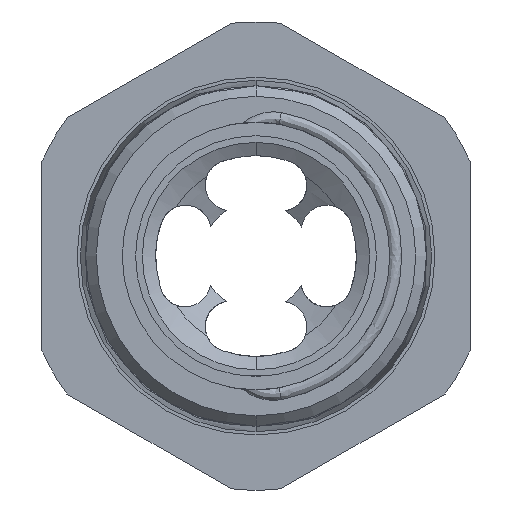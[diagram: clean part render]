
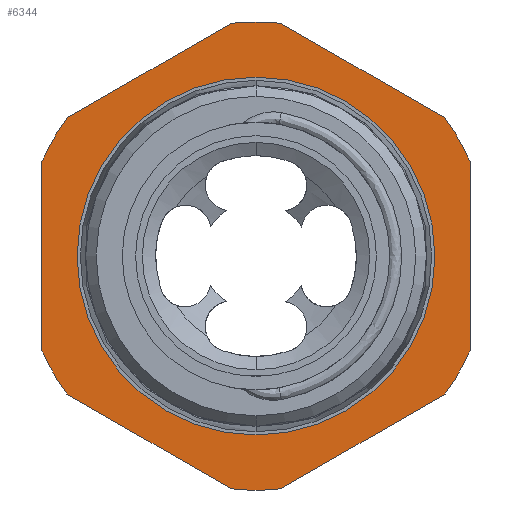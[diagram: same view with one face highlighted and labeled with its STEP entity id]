
A CAD part, front view. The second image highlights one B-rep face of the part: STEP entity #6344.
In plain terms, the highlighted planar face has unit normal (0, -1, 0).
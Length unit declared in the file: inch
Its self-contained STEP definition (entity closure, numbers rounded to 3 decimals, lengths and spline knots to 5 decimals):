
#93 = ORIENTED_EDGE ( 'NONE', *, *, #111, .F. ) ;
#101 = CARTESIAN_POINT ( 'NONE',  ( -0.55665, 0.7874, 0.40599 ) ) ;
#111 = EDGE_CURVE ( 'NONE', #3814, #6289, #1759, .T. ) ;
#357 = VERTEX_POINT ( 'NONE', #5395 ) ;
#377 = VECTOR ( 'NONE', #1516, 39.37008 ) ;
#452 = EDGE_CURVE ( 'NONE', #5203, #1886, #4845, .T. ) ;
#607 = CIRCLE ( 'NONE', #1003, 0.68898 ) ;
#653 = DIRECTION ( 'NONE',  ( 0., 0., 1. ) ) ;
#672 = EDGE_CURVE ( 'NONE', #2699, #4349, #5443, .T. ) ;
#763 = EDGE_CURVE ( 'NONE', #5347, #2699, #4610, .T. ) ;
#801 = DIRECTION ( 'NONE',  ( 0., 0., 1. ) ) ;
#854 = CARTESIAN_POINT ( 'NONE',  ( 0.07327, 0.7874, 0.68507 ) ) ;
#869 = CARTESIAN_POINT ( 'NONE',  ( 0.55665, 0.7874, 0.40599 ) ) ;
#875 = LINE ( 'NONE', #6861, #3527 ) ;
#910 = CARTESIAN_POINT ( 'NONE',  ( 0., 0.7874, 0.68898 ) ) ;
#922 = CARTESIAN_POINT ( 'NONE',  ( 0., 0.7874, 0. ) ) ;
#998 = CARTESIAN_POINT ( 'NONE',  ( 0.68898, 0.7874, 0. ) ) ;
#1003 = AXIS2_PLACEMENT_3D ( 'NONE', #1898, #4596, #3484 ) ;
#1060 = AXIS2_PLACEMENT_3D ( 'NONE', #6747, #3549, #4692 ) ;
#1106 = ORIENTED_EDGE ( 'NONE', *, *, #672, .F. ) ;
#1201 = CIRCLE ( 'NONE', #3448, 0.52657 ) ;
#1252 = ORIENTED_EDGE ( 'NONE', *, *, #3767, .F. ) ;
#1326 = AXIS2_PLACEMENT_3D ( 'NONE', #998, #6326, #1530 ) ;
#1464 = DIRECTION ( 'NONE',  ( 0., 0., 1. ) ) ;
#1510 = DIRECTION ( 'NONE',  ( 0., 0., 1. ) ) ;
#1516 = DIRECTION ( 'NONE',  ( -0.866, 0., 0.5 ) ) ;
#1530 = DIRECTION ( 'NONE',  ( 0., 0., 1. ) ) ;
#1547 = CARTESIAN_POINT ( 'NONE',  ( -0.62992, 0.7874, 0.27908 ) ) ;
#1664 = AXIS2_PLACEMENT_3D ( 'NONE', #1903, #6165, #2435 ) ;
#1708 = DIRECTION ( 'NONE',  ( 0.866, 0., 0.5 ) ) ;
#1759 = CIRCLE ( 'NONE', #1060, 0.52657 ) ;
#1773 = LINE ( 'NONE', #4482, #4620 ) ;
#1830 = EDGE_CURVE ( 'NONE', #4852, #357, #607, .T. ) ;
#1839 = CARTESIAN_POINT ( 'NONE',  ( 0., 0.7874, 0. ) ) ;
#1886 = VERTEX_POINT ( 'NONE', #4660 ) ;
#1898 = CARTESIAN_POINT ( 'NONE',  ( 0., 0.7874, 0. ) ) ;
#1903 = CARTESIAN_POINT ( 'NONE',  ( 0., 0.7874, 0. ) ) ;
#1924 = DIRECTION ( 'NONE',  ( 0.866, 0., -0.5 ) ) ;
#1926 = DIRECTION ( 'NONE',  ( 0., 1., 0. ) ) ;
#2020 = CARTESIAN_POINT ( 'NONE',  ( 0., 0.7874, 0.52657 ) ) ;
#2031 = LINE ( 'NONE', #2761, #3688 ) ;
#2041 = VECTOR ( 'NONE', #1924, 39.37008 ) ;
#2066 = CARTESIAN_POINT ( 'NONE',  ( 0., 0.7874, 0. ) ) ;
#2089 = EDGE_CURVE ( 'NONE', #4666, #4169, #2031, .T. ) ;
#2091 = CARTESIAN_POINT ( 'NONE',  ( 0., 0.7874, -0.52657 ) ) ;
#2111 = CIRCLE ( 'NONE', #1664, 0.68898 ) ;
#2116 = CARTESIAN_POINT ( 'NONE',  ( -0.07327, 0.7874, -0.68507 ) ) ;
#2355 = CARTESIAN_POINT ( 'NONE',  ( 0.62992, 0.7874, 0.27908 ) ) ;
#2373 = ORIENTED_EDGE ( 'NONE', *, *, #3638, .F. ) ;
#2435 = DIRECTION ( 'NONE',  ( 0., 0., 1. ) ) ;
#2542 = ORIENTED_EDGE ( 'NONE', *, *, #4647, .F. ) ;
#2622 = FACE_OUTER_BOUND ( 'NONE', #3998, .T. ) ;
#2676 = EDGE_CURVE ( 'NONE', #5929, #4666, #2966, .T. ) ;
#2699 = VERTEX_POINT ( 'NONE', #5746 ) ;
#2722 = AXIS2_PLACEMENT_3D ( 'NONE', #922, #1926, #4601 ) ;
#2751 = VERTEX_POINT ( 'NONE', #6824 ) ;
#2752 = EDGE_CURVE ( 'NONE', #4169, #4852, #5977, .T. ) ;
#2761 = CARTESIAN_POINT ( 'NONE',  ( -0.55665, 0.7874, 0.40599 ) ) ;
#2868 = AXIS2_PLACEMENT_3D ( 'NONE', #1839, #5580, #801 ) ;
#2941 = ORIENTED_EDGE ( 'NONE', *, *, #4811, .F. ) ;
#2966 = CIRCLE ( 'NONE', #2868, 0.68898 ) ;
#3053 = CARTESIAN_POINT ( 'NONE',  ( 0., 0.7874, 0. ) ) ;
#3095 = CARTESIAN_POINT ( 'NONE',  ( 0.07327, 0.7874, -0.68507 ) ) ;
#3099 = VERTEX_POINT ( 'NONE', #3095 ) ;
#3121 = ORIENTED_EDGE ( 'NONE', *, *, #4377, .F. ) ;
#3267 = AXIS2_PLACEMENT_3D ( 'NONE', #5118, #4606, #1464 ) ;
#3313 = ORIENTED_EDGE ( 'NONE', *, *, #3874, .F. ) ;
#3424 = VECTOR ( 'NONE', #4399, 39.37008 ) ;
#3448 = AXIS2_PLACEMENT_3D ( 'NONE', #2066, #5832, #4217 ) ;
#3484 = DIRECTION ( 'NONE',  ( 0., 0., 1. ) ) ;
#3527 = VECTOR ( 'NONE', #653, 39.37008 ) ;
#3549 = DIRECTION ( 'NONE',  ( 0., -1., 0. ) ) ;
#3638 = EDGE_CURVE ( 'NONE', #5332, #5203, #2111, .T. ) ;
#3645 = EDGE_CURVE ( 'NONE', #357, #5332, #6631, .T. ) ;
#3688 = VECTOR ( 'NONE', #1708, 39.37008 ) ;
#3767 = EDGE_CURVE ( 'NONE', #6289, #3814, #1201, .T. ) ;
#3775 = CIRCLE ( 'NONE', #4531, 0.68898 ) ;
#3814 = VERTEX_POINT ( 'NONE', #2091 ) ;
#3874 = EDGE_CURVE ( 'NONE', #1886, #2751, #3775, .T. ) ;
#3988 = ORIENTED_EDGE ( 'NONE', *, *, #763, .F. ) ;
#3998 = EDGE_LOOP ( 'NONE', ( #2542, #1106, #3988, #2941, #3121, #3313, #5389, #2373, #5883, #4749, #4959, #4171, #4787 ) ) ;
#4060 = CIRCLE ( 'NONE', #3267, 0.68898 ) ;
#4169 = VERTEX_POINT ( 'NONE', #6805 ) ;
#4171 = ORIENTED_EDGE ( 'NONE', *, *, #2089, .F. ) ;
#4217 = DIRECTION ( 'NONE',  ( 0., 0., 1. ) ) ;
#4241 = EDGE_LOOP ( 'NONE', ( #1252, #93 ) ) ;
#4282 = FACE_BOUND ( 'NONE', #4241, .T. ) ;
#4349 = VERTEX_POINT ( 'NONE', #6474 ) ;
#4377 = EDGE_CURVE ( 'NONE', #2751, #3099, #1773, .T. ) ;
#4399 = DIRECTION ( 'NONE',  ( 0., 0., -1. ) ) ;
#4482 = CARTESIAN_POINT ( 'NONE',  ( 0.55665, 0.7874, -0.40599 ) ) ;
#4531 = AXIS2_PLACEMENT_3D ( 'NONE', #5905, #5949, #5453 ) ;
#4596 = DIRECTION ( 'NONE',  ( 0., 1., 0. ) ) ;
#4601 = DIRECTION ( 'NONE',  ( 0., 0., 1. ) ) ;
#4606 = DIRECTION ( 'NONE',  ( 0., 1., 0. ) ) ;
#4610 = LINE ( 'NONE', #2116, #377 ) ;
#4620 = VECTOR ( 'NONE', #4973, 39.37008 ) ;
#4647 = EDGE_CURVE ( 'NONE', #4349, #5929, #875, .T. ) ;
#4660 = CARTESIAN_POINT ( 'NONE',  ( 0.62992, 0.7874, -0.27908 ) ) ;
#4666 = VERTEX_POINT ( 'NONE', #101 ) ;
#4692 = DIRECTION ( 'NONE',  ( 0., 0., 1. ) ) ;
#4749 = ORIENTED_EDGE ( 'NONE', *, *, #1830, .F. ) ;
#4787 = ORIENTED_EDGE ( 'NONE', *, *, #2676, .F. ) ;
#4811 = EDGE_CURVE ( 'NONE', #3099, #5347, #4060, .T. ) ;
#4845 = LINE ( 'NONE', #4969, #3424 ) ;
#4852 = VERTEX_POINT ( 'NONE', #910 ) ;
#4959 = ORIENTED_EDGE ( 'NONE', *, *, #2752, .F. ) ;
#4969 = CARTESIAN_POINT ( 'NONE',  ( 0.62992, 0.7874, 0. ) ) ;
#4973 = DIRECTION ( 'NONE',  ( -0.866, 0., -0.5 ) ) ;
#5098 = CARTESIAN_POINT ( 'NONE',  ( -0.07327, 0.7874, -0.68507 ) ) ;
#5118 = CARTESIAN_POINT ( 'NONE',  ( 0., 0.7874, 0. ) ) ;
#5203 = VERTEX_POINT ( 'NONE', #2355 ) ;
#5286 = PLANE ( 'NONE',  #1326 ) ;
#5332 = VERTEX_POINT ( 'NONE', #869 ) ;
#5347 = VERTEX_POINT ( 'NONE', #5098 ) ;
#5389 = ORIENTED_EDGE ( 'NONE', *, *, #452, .F. ) ;
#5395 = CARTESIAN_POINT ( 'NONE',  ( 0.07327, 0.7874, 0.68507 ) ) ;
#5443 = CIRCLE ( 'NONE', #2722, 0.68898 ) ;
#5453 = DIRECTION ( 'NONE',  ( 0., 0., 1. ) ) ;
#5580 = DIRECTION ( 'NONE',  ( 0., 1., 0. ) ) ;
#5698 = DIRECTION ( 'NONE',  ( 0., 1., 0. ) ) ;
#5746 = CARTESIAN_POINT ( 'NONE',  ( -0.55665, 0.7874, -0.40599 ) ) ;
#5832 = DIRECTION ( 'NONE',  ( 0., -1., 0. ) ) ;
#5883 = ORIENTED_EDGE ( 'NONE', *, *, #3645, .F. ) ;
#5905 = CARTESIAN_POINT ( 'NONE',  ( 0., 0.7874, 0. ) ) ;
#5929 = VERTEX_POINT ( 'NONE', #1547 ) ;
#5949 = DIRECTION ( 'NONE',  ( 0., 1., 0. ) ) ;
#5977 = CIRCLE ( 'NONE', #6090, 0.68898 ) ;
#6090 = AXIS2_PLACEMENT_3D ( 'NONE', #3053, #5698, #1510 ) ;
#6165 = DIRECTION ( 'NONE',  ( 0., 1., 0. ) ) ;
#6289 = VERTEX_POINT ( 'NONE', #2020 ) ;
#6326 = DIRECTION ( 'NONE',  ( 0., 1., 0. ) ) ;
#6344 = ADVANCED_FACE ( 'NONE', ( #2622, #4282 ), #5286, .F. ) ;
#6474 = CARTESIAN_POINT ( 'NONE',  ( -0.62992, 0.7874, -0.27908 ) ) ;
#6631 = LINE ( 'NONE', #854, #2041 ) ;
#6747 = CARTESIAN_POINT ( 'NONE',  ( 0., 0.7874, 0. ) ) ;
#6805 = CARTESIAN_POINT ( 'NONE',  ( -0.07327, 0.7874, 0.68507 ) ) ;
#6824 = CARTESIAN_POINT ( 'NONE',  ( 0.55665, 0.7874, -0.40599 ) ) ;
#6861 = CARTESIAN_POINT ( 'NONE',  ( -0.62992, 0.7874, 0. ) ) ;
